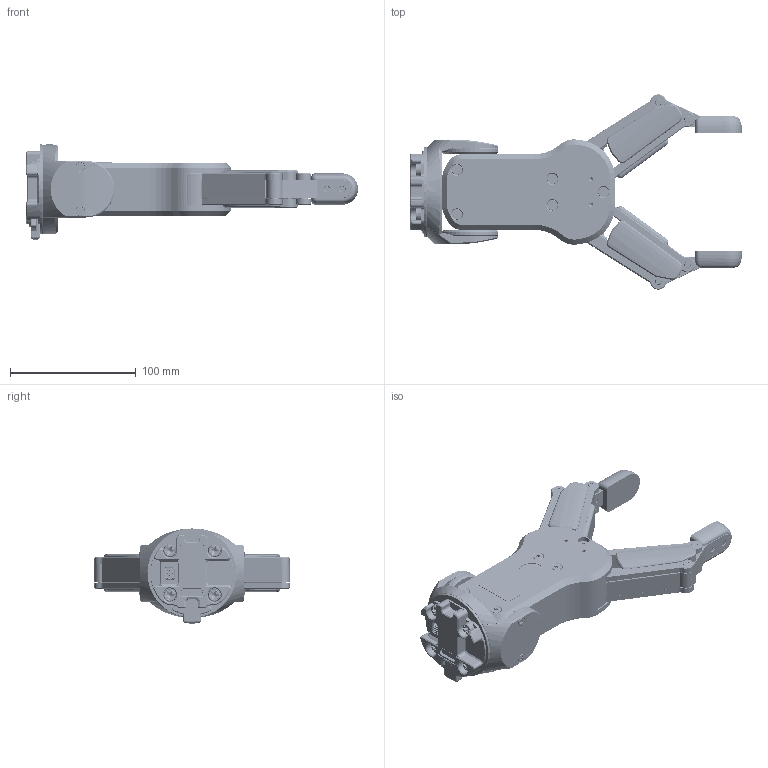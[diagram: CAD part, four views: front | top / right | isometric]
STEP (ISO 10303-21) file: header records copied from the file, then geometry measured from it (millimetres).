
FILE_DESCRIPTION (( 'STEP AP214' ), '1' );
FILE_NAME ('RG6.STEP', '2019-08-06T06:46:12', ( '' ), ( '' ), 'SwSTEP 2.0', 'SolidWorks 2019', '' );
FILE_SCHEMA (( 'AUTOMOTIVE_DESIGN' ));
Length unit declared in the file: millimetre
Products named in the file (53): 101386; 102785; 102663; 101789; 100253; 101014; 100388; 101145; 100397; 100390; 100398; 101164; 100391; 100387; 100403; 100364; RG6; 101645; 100953; 100954; 100377; 101144; 102666; 101569; 102664; 100245; 100404; 100967; 101319; 100959; 100400; 101147; 100371; 102665; 100386; 102662; 100152; 100395_Mockup; 100389; 100399 ...
Assembly tree (178 placements, depth 3):
  RG6
    102662
    100363  x4
    102663
    100967
      100396
      100954  x4
      100397  x2
      100245  x2
      100399  x2
      100400
      100395_Mockup
      100398  x2
    100967
      100396
      100954  x4
      100397  x2
      100245  x2
      100399  x2
      100400
      100395_Mockup
      100398  x2
    102664
    100253
    100371
    100390  x3
    100402  x2
    100403  x2
    101569  x2
    100404  x4
    100407  x2
    100953  x2
    100386  x2
    100377  x8
    100245  x2
    100388  x8
    100389  x3
    100387  x4
    100959  x2
    101789
    101319  x2
    101919  x8
    101790  x2
    102666  x2
    101645  x4
    100090  x4
    102785
    102784
    101014  x4
    101164
    101144
      101145
      101146  x6
      101147  x6
      101148  x6
      101149  x6
    101386
    100364  x2
    100152  x2
    102665  x2
Bounding box: 263.59 x 154.96 x 75.47 mm (x, y, z)
Volume: 486473.3 mm3; surface area: 218258.6 mm2
Topology: 174 solids, 178 shells, 6318 faces, 15222 edges, 9313 vertices
Faces by surface type: plane 2264, cylinder 1983, cone 797, bspline 776, torus 460, sphere 38
Full cylindrical faces by diameter (mm): 0.432 x12, 0.813 x12, 0.84 x1, 0.9 x1, 0.993 x12, 1.049 x12, 1.059 x12, 1.372 x12, 1.422 x24, 1.445 x12, 1.481 x12, 1.63 x1, 1.65 x1, 1.676 x12, 2 x4, 2.05 x4, 2.35 x8, 2.45 x2, 2.459 x2, 2.5 x23, 2.7 x24, 2.8 x2, 3 x35, 3.1 x2, 3.3 x7, 3.4 x1, 4 x17, 4.2 x6, 4.3 x1, 4.5 x13
Entity records: 122172 total; most frequent: CARTESIAN_POINT 40322, DIRECTION 15910, ORIENTED_EDGE 15740, EDGE_CURVE 7870, AXIS2_PLACEMENT_3D 6069, VERTEX_POINT 5012, EDGE_LOOP 4060, LINE 3772
